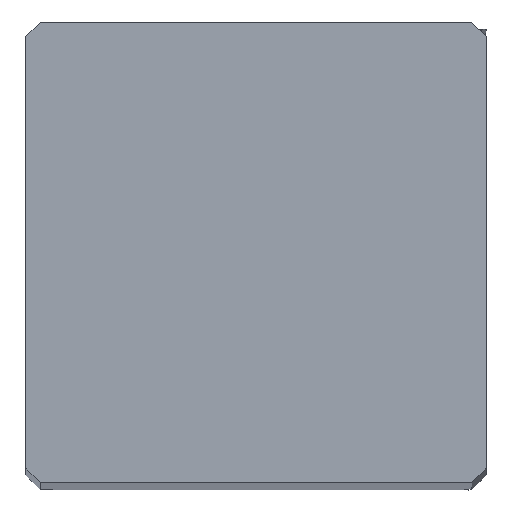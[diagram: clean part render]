
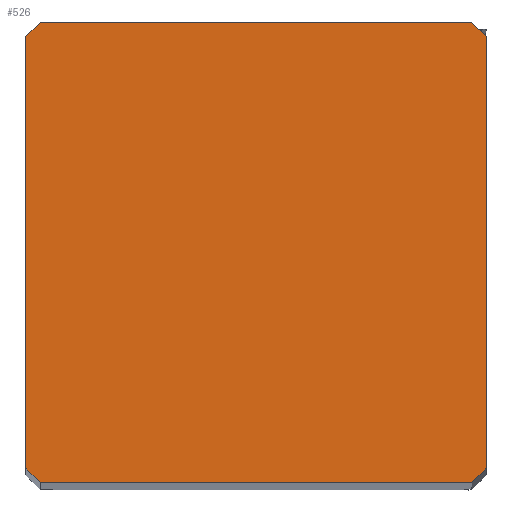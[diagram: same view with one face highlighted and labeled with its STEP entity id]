
A CAD part, top view. The second image highlights one B-rep face of the part: STEP entity #526.
In plain terms, the highlighted planar face has unit normal (0, 0, 1).
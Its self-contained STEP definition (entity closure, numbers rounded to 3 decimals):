
#456=FACE_OUTER_BOUND('',#641,.T.);
#526=ADVANCED_FACE('',(#456),#588,.T.);
#588=PLANE('',#1932);
#641=EDGE_LOOP('',(#788,#789,#790,#791,#792,#793,#794,#795));
#788=ORIENTED_EDGE('',*,*,#1274,.F.);
#789=ORIENTED_EDGE('',*,*,#1275,.F.);
#790=ORIENTED_EDGE('',*,*,#1271,.T.);
#791=ORIENTED_EDGE('',*,*,#1276,.F.);
#792=ORIENTED_EDGE('',*,*,#1277,.F.);
#793=ORIENTED_EDGE('',*,*,#1278,.F.);
#794=ORIENTED_EDGE('',*,*,#1279,.T.);
#795=ORIENTED_EDGE('',*,*,#1280,.F.);
#1119=VERTEX_POINT('',#2568);
#1125=VERTEX_POINT('',#2580);
#1128=VERTEX_POINT('',#2588);
#1129=VERTEX_POINT('',#2589);
#1130=VERTEX_POINT('',#2592);
#1131=VERTEX_POINT('',#2594);
#1132=VERTEX_POINT('',#2596);
#1133=VERTEX_POINT('',#2598);
#1271=EDGE_CURVE('',#1119,#1125,#1574,.T.);
#1274=EDGE_CURVE('',#1128,#1129,#1575,.T.);
#1275=EDGE_CURVE('',#1119,#1128,#1576,.T.);
#1276=EDGE_CURVE('',#1130,#1125,#1577,.T.);
#1277=EDGE_CURVE('',#1131,#1130,#1578,.T.);
#1278=EDGE_CURVE('',#1132,#1131,#1579,.T.);
#1279=EDGE_CURVE('',#1132,#1133,#1580,.T.);
#1280=EDGE_CURVE('',#1129,#1133,#1581,.T.);
#1574=LINE('',#2581,#1689);
#1575=LINE('',#2587,#1690);
#1576=LINE('',#2590,#1691);
#1577=LINE('',#2591,#1692);
#1578=LINE('',#2593,#1693);
#1579=LINE('',#2595,#1694);
#1580=LINE('',#2597,#1695);
#1581=LINE('',#2599,#1696);
#1689=VECTOR('',#2168,1.);
#1690=VECTOR('',#2175,1.);
#1691=VECTOR('',#2176,1.);
#1692=VECTOR('',#2177,1.);
#1693=VECTOR('',#2178,1.);
#1694=VECTOR('',#2179,1.);
#1695=VECTOR('',#2180,1.);
#1696=VECTOR('',#2181,1.);
#1932=AXIS2_PLACEMENT_3D('',#2600,#2182,#2183);
#2168=DIRECTION('',(1.,0.,0.));
#2175=DIRECTION('',(0.,1.,0.));
#2176=DIRECTION('',(-0.707,0.707,0.));
#2177=DIRECTION('',(-0.707,-0.707,0.));
#2178=DIRECTION('',(0.,-1.,0.));
#2179=DIRECTION('',(0.707,-0.707,0.));
#2180=DIRECTION('',(-1.,0.,0.));
#2181=DIRECTION('',(0.707,0.707,0.));
#2182=DIRECTION('',(0.,0.,1.));
#2183=DIRECTION('',(-1.,0.,0.));
#2568=CARTESIAN_POINT('',(0.5,0.,0.));
#2580=CARTESIAN_POINT('',(15.375,0.,0.));
#2581=CARTESIAN_POINT('',(0.5,0.,0.));
#2587=CARTESIAN_POINT('',(0.,0.5,0.));
#2588=CARTESIAN_POINT('',(0.,0.5,0.));
#2589=CARTESIAN_POINT('',(0.,15.375,0.));
#2590=CARTESIAN_POINT('',(0.5,0.,0.));
#2591=CARTESIAN_POINT('',(15.875,0.5,0.));
#2592=CARTESIAN_POINT('',(15.875,0.5,0.));
#2593=CARTESIAN_POINT('',(15.875,15.375,0.));
#2594=CARTESIAN_POINT('',(15.875,15.375,0.));
#2595=CARTESIAN_POINT('',(15.375,15.875,0.));
#2596=CARTESIAN_POINT('',(15.375,15.875,0.));
#2597=CARTESIAN_POINT('',(15.375,15.875,0.));
#2598=CARTESIAN_POINT('',(0.5,15.875,0.));
#2599=CARTESIAN_POINT('',(0.,15.375,0.));
#2600=CARTESIAN_POINT('',(7.938,7.938,0.));
